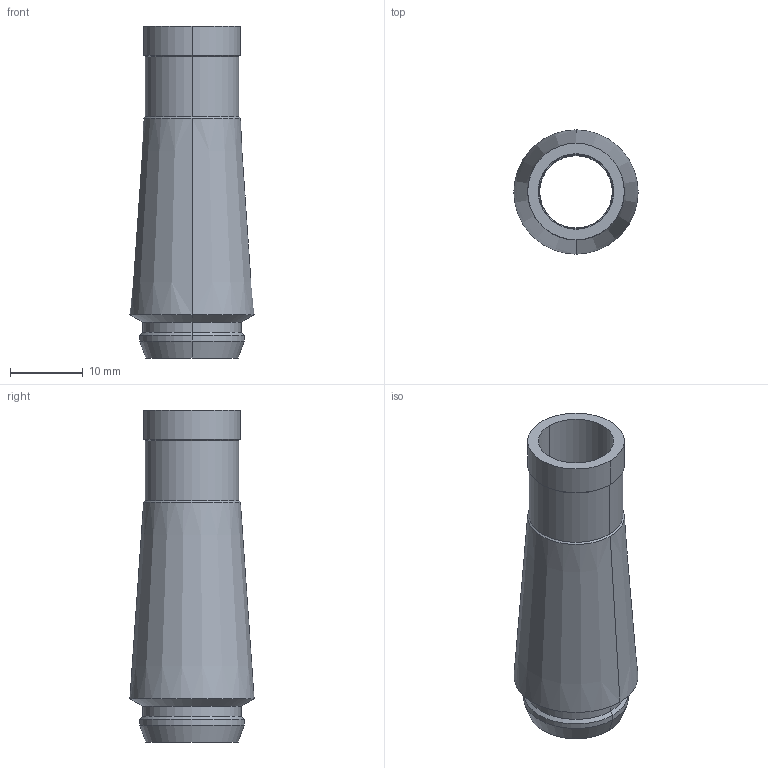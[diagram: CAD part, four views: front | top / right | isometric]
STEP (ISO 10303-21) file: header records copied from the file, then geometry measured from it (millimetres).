
FILE_DESCRIPTION((''),'2;1');
FILE_NAME('MEC10-10AA','2017-09-06T',('ykawabe'),(''),'CREO PARAMETRIC BY PTC INC, 2016380','CREO PARAMETRIC BY PTC INC, 2016380','');
FILE_SCHEMA(('AUTOMOTIVE_DESIGN { 1 0 10303 214 1 1 1 1 }'));
Length unit declared in the file: millimetre
Products named in the file (1): MEC10-10AA
Bounding box: 17.1 x 17.1 x 45.7 mm (x, y, z)
Volume: 3907.8 mm3; surface area: 3701.4 mm2
Topology: 1 solids, 1 shells, 31 faces, 62 edges, 34 vertices
Faces by surface type: cylinder 14, cone 14, plane 3
Entity records: 1281 total; most frequent: DIRECTION 168, CARTESIAN_POINT 134, ORIENTED_EDGE 124, AXIS2_PLACEMENT_3D 70, PRESENTATION_STYLE_ASSIGNMENT 67, STYLED_ITEM 67, CURVE_STYLE 66, EDGE_CURVE 62
